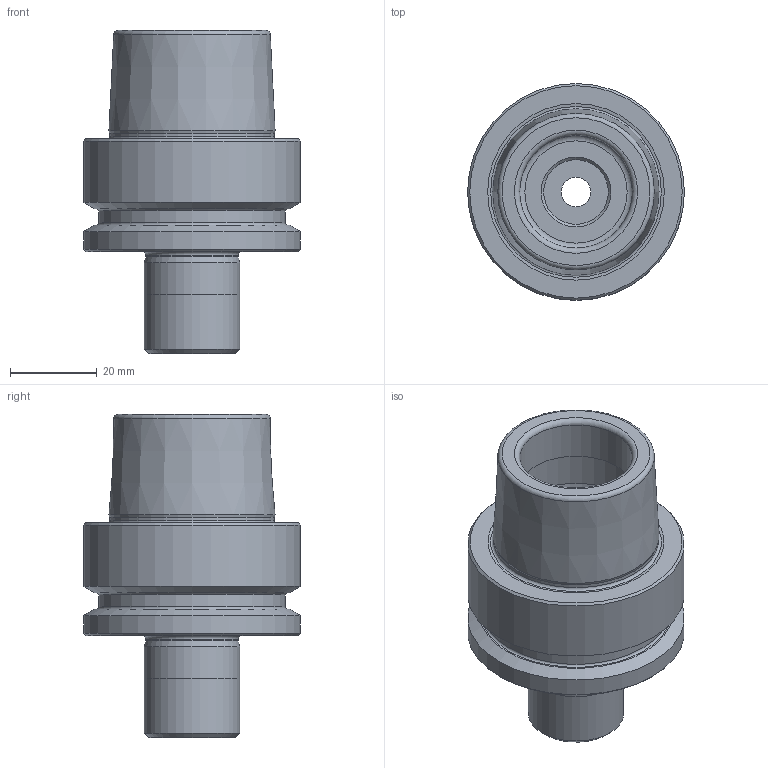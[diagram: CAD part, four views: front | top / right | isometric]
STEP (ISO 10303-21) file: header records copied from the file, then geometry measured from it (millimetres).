
FILE_DESCRIPTION(/* description */ (''),/* implementation_level */ '2;1');
FILE_NAME(/* name */ '255011624.stp',/* time_stamp */ '2021-01-08T12:42:01',/* author */ ('LRA'),/* organization */ ('REGO-FIX'),/* preprocessor_version */ ' Unknown',/* originating_system */ 'SIEMENS PLM Software Solid Edge ST10',/* authorization */ 'Unknown');
FILE_SCHEMA (('AUTOMOTIVE_DESIGN { 1 0 10303 214 2 1 1}'));
Length unit declared in the file: millimetre
Products named in the file (1): NOCUT
Bounding box: 50 x 50 x 74.5 mm (x, y, z)
Volume: 57154.9 mm3; surface area: 17507.5 mm2
Topology: 1 solids, 1 shells, 47 faces, 92 edges, 53 vertices
Faces by surface type: cylinder 14, cone 14, torus 11, plane 8
Full cylindrical faces by diameter (mm): 6.8 x1, 10.5 x1, 14.917 x1, 17 x1, 21.3 x1, 22 x2, 26 x2, 32 x1, 38.009 x1, 43 x1, 50 x2
Entity records: 1316 total; most frequent: DIRECTION 196, CARTESIAN_POINT 145, AXIS2_PLACEMENT_3D 98, ORIENTED_EDGE 94, EDGE_LOOP 94, FACE_BOUND 94, EDGE_CURVE 47, VERTEX_POINT 47
